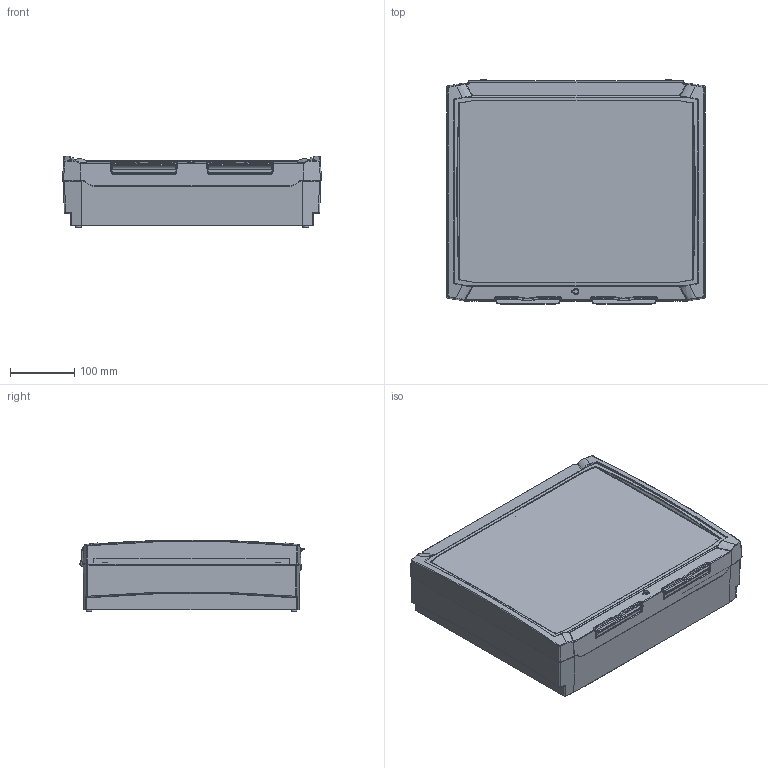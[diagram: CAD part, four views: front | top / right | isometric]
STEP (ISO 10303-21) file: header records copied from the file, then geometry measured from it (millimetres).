
FILE_DESCRIPTION(/* description */ (''),/* implementation_level */ '2;1');
FILE_NAME(/* name */ '2604191_3D.stp',/* time_stamp */ '2018-07-11T16:25:38+02:00',/* author */ ('haertel'),/* organization */ (''),/* preprocessor_version */ 'ST-DEVELOPER v16.13',/* originating_system */ 'Autodesk Inventor 2018',/* authorisation */ '');
FILE_SCHEMA (('AUTOMOTIVE_DESIGN { 1 0 10303 214 3 1 1 }'));
Products named in the file (6): 2604191_3D; 1009539_3Dsym; 1011386_3D-test-2; PART1_2; PART1; 1009544_3Dsym
Assembly tree (6 placements, depth 2):
  2604191_3D
    1009539_3Dsym
    1011386_3D-test-2  x2
    PART1_2
    PART1
    1009544_3Dsym
Bounding box: 404 x 350.04 x 111.96 mm (x, y, z)
Volume: 1995538.6 mm3; surface area: 1100973.5 mm2
Topology: 6 solids, 6 shells, 4009 faces, 10507 edges, 6521 vertices
Faces by surface type: plane 1996, cylinder 901, bspline 577, cone 298, sphere 211, torus 26
Full cylindrical faces by diameter (mm): 2 x4, 2.15 x8, 5.2 x4
Entity records: 151280 total; most frequent: CARTESIAN_POINT 63617, ORIENTED_EDGE 18496, DIRECTION 17752, EDGE_CURVE 9248, AXIS2_PLACEMENT_3D 6147, VERTEX_POINT 5937, LINE 5458, VECTOR 5458
